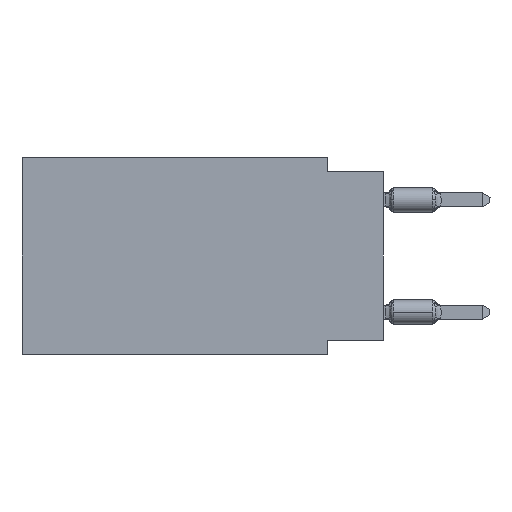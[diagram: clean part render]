
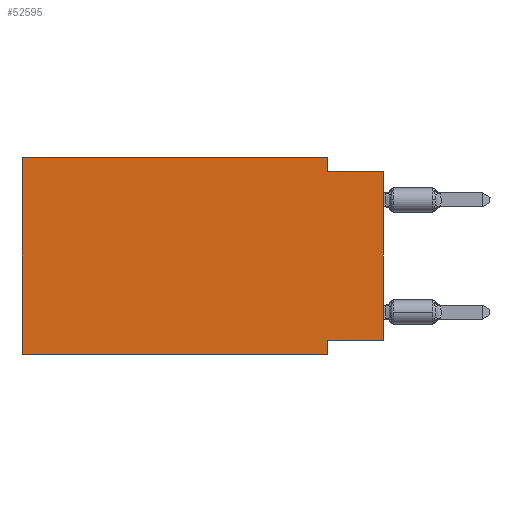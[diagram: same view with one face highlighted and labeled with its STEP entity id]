
A CAD part, left-side view. The second image highlights one B-rep face of the part: STEP entity #52595.
In plain terms, the highlighted planar face has unit normal (-1, 0, 0).
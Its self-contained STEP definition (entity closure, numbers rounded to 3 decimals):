
#1226 = VECTOR ( 'NONE', #42920, 1000. ) ;
#1495 = DIRECTION ( 'NONE',  ( 0., 0., -1. ) ) ;
#1926 = CARTESIAN_POINT ( 'NONE',  ( 0., 16.383, 0. ) ) ;
#2011 = ORIENTED_EDGE ( 'NONE', *, *, #42617, .F. ) ;
#2344 = CARTESIAN_POINT ( 'NONE',  ( 0., 16.383, -8.89 ) ) ;
#5646 = VECTOR ( 'NONE', #31764, 1000. ) ;
#5734 = LINE ( 'NONE', #59936, #56094 ) ;
#7198 = LINE ( 'NONE', #12105, #52991 ) ;
#8317 = LINE ( 'NONE', #32500, #1226 ) ;
#9070 = DIRECTION ( 'NONE',  ( 0., -1., 0. ) ) ;
#10903 = LINE ( 'NONE', #40928, #36392 ) ;
#11616 = CARTESIAN_POINT ( 'NONE',  ( 0., 2.54, 0. ) ) ;
#11664 = CARTESIAN_POINT ( 'NONE',  ( 0., 2.54, 0. ) ) ;
#11925 = CARTESIAN_POINT ( 'NONE',  ( 0., 0., -8.255 ) ) ;
#12105 = CARTESIAN_POINT ( 'NONE',  ( 0., 0., 0. ) ) ;
#13852 = CARTESIAN_POINT ( 'NONE',  ( 0., 16.383, -8.89 ) ) ;
#14542 = CARTESIAN_POINT ( 'NONE',  ( 0., 0., -8.255 ) ) ;
#14909 = DIRECTION ( 'NONE',  ( 0., 0., 1. ) ) ;
#15052 = EDGE_CURVE ( 'NONE', #26537, #24108, #44944, .T. ) ;
#15526 = CARTESIAN_POINT ( 'NONE',  ( 0., 2.54, -8.255 ) ) ;
#16489 = VERTEX_POINT ( 'NONE', #37818 ) ;
#16537 = EDGE_CURVE ( 'NONE', #64083, #26537, #58677, .T. ) ;
#17013 = DIRECTION ( 'NONE',  ( 0., 0., 1. ) ) ;
#20442 = DIRECTION ( 'NONE',  ( 0., 1., 0. ) ) ;
#20762 = ORIENTED_EDGE ( 'NONE', *, *, #36169, .F. ) ;
#21774 = VECTOR ( 'NONE', #31554, 1000. ) ;
#23387 = AXIS2_PLACEMENT_3D ( 'NONE', #41310, #30900, #1495 ) ;
#24108 = VERTEX_POINT ( 'NONE', #46533 ) ;
#26537 = VERTEX_POINT ( 'NONE', #11664 ) ;
#28075 = ORIENTED_EDGE ( 'NONE', *, *, #45497, .F. ) ;
#30900 = DIRECTION ( 'NONE',  ( 1., 0., 0. ) ) ;
#30978 = CARTESIAN_POINT ( 'NONE',  ( 0., 2.54, -8.89 ) ) ;
#31554 = DIRECTION ( 'NONE',  ( 0., 0., -1. ) ) ;
#31764 = DIRECTION ( 'NONE',  ( 0., -1., 0. ) ) ;
#31966 = VERTEX_POINT ( 'NONE', #13852 ) ;
#32408 = LINE ( 'NONE', #2344, #5646 ) ;
#32500 = CARTESIAN_POINT ( 'NONE',  ( 0., 0., -0.635 ) ) ;
#32587 = ORIENTED_EDGE ( 'NONE', *, *, #59729, .T. ) ;
#33039 = EDGE_CURVE ( 'NONE', #24108, #16489, #8317, .T. ) ;
#34951 = VERTEX_POINT ( 'NONE', #15526 ) ;
#35478 = EDGE_CURVE ( 'NONE', #31966, #46116, #32408, .T. ) ;
#36169 = EDGE_CURVE ( 'NONE', #63181, #34951, #46521, .T. ) ;
#36392 = VECTOR ( 'NONE', #55288, 1000. ) ;
#37818 = CARTESIAN_POINT ( 'NONE',  ( 0., 0., -0.635 ) ) ;
#40928 = CARTESIAN_POINT ( 'NONE',  ( 0., 2.54, -8.89 ) ) ;
#41310 = CARTESIAN_POINT ( 'NONE',  ( 0., 16.383, 0. ) ) ;
#42215 = VECTOR ( 'NONE', #20442, 1000. ) ;
#42425 = ORIENTED_EDGE ( 'NONE', *, *, #15052, .F. ) ;
#42617 = EDGE_CURVE ( 'NONE', #31966, #64083, #5734, .T. ) ;
#42920 = DIRECTION ( 'NONE',  ( 0., -1., 0. ) ) ;
#43683 = ORIENTED_EDGE ( 'NONE', *, *, #16537, .F. ) ;
#43789 = EDGE_LOOP ( 'NONE', ( #32587, #58946, #42425, #43683, #2011, #63386, #28075, #20762 ) ) ;
#44944 = LINE ( 'NONE', #11616, #21774 ) ;
#45497 = EDGE_CURVE ( 'NONE', #34951, #46116, #10903, .T. ) ;
#46116 = VERTEX_POINT ( 'NONE', #30978 ) ;
#46521 = LINE ( 'NONE', #11925, #42215 ) ;
#46533 = CARTESIAN_POINT ( 'NONE',  ( 0., 2.54, -0.635 ) ) ;
#50140 = FACE_OUTER_BOUND ( 'NONE', #43789, .T. ) ;
#52595 = ADVANCED_FACE ( 'NONE', ( #50140 ), #59049, .F. ) ;
#52991 = VECTOR ( 'NONE', #17013, 1000. ) ;
#55288 = DIRECTION ( 'NONE',  ( 0., 0., -1. ) ) ;
#56094 = VECTOR ( 'NONE', #14909, 1000. ) ;
#58677 = LINE ( 'NONE', #62274, #60486 ) ;
#58946 = ORIENTED_EDGE ( 'NONE', *, *, #33039, .F. ) ;
#59049 = PLANE ( 'NONE',  #23387 ) ;
#59729 = EDGE_CURVE ( 'NONE', #63181, #16489, #7198, .T. ) ;
#59936 = CARTESIAN_POINT ( 'NONE',  ( 0., 16.383, 0. ) ) ;
#60486 = VECTOR ( 'NONE', #9070, 1000. ) ;
#62274 = CARTESIAN_POINT ( 'NONE',  ( 0., 16.383, 0. ) ) ;
#63181 = VERTEX_POINT ( 'NONE', #14542 ) ;
#63386 = ORIENTED_EDGE ( 'NONE', *, *, #35478, .T. ) ;
#64083 = VERTEX_POINT ( 'NONE', #1926 ) ;
